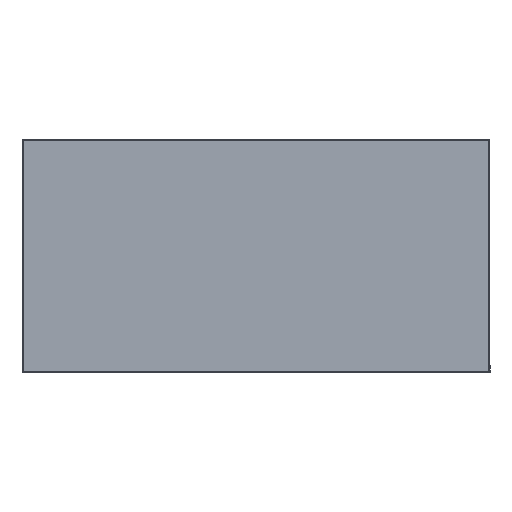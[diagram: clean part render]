
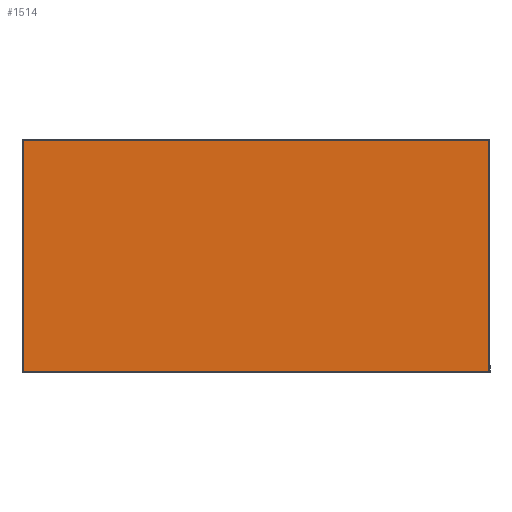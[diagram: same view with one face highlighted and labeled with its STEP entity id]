
A CAD part, top view. The second image highlights one B-rep face of the part: STEP entity #1514.
In plain terms, the highlighted planar face has unit normal (0, 0, 1).
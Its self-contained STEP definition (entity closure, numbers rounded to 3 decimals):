
#165 = EDGE_CURVE ( 'NONE', #781, #757, #531, .T. ) ;
#173 = VECTOR ( 'NONE', #2123, 1000. ) ;
#200 = VERTEX_POINT ( 'NONE', #1225 ) ;
#531 = LINE ( 'NONE', #2801, #3043 ) ;
#540 = CARTESIAN_POINT ( 'NONE',  ( -450.5, 223.939, 0. ) ) ;
#547 = CARTESIAN_POINT ( 'NONE',  ( 0., 0., 0. ) ) ;
#596 = FACE_OUTER_BOUND ( 'NONE', #2971, .T. ) ;
#757 = VERTEX_POINT ( 'NONE', #2568 ) ;
#769 = DIRECTION ( 'NONE',  ( 0., 0., 1. ) ) ;
#781 = VERTEX_POINT ( 'NONE', #3121 ) ;
#859 = DIRECTION ( 'NONE',  ( 1., 0., 0. ) ) ;
#981 = DIRECTION ( 'NONE',  ( 0., -1., 0. ) ) ;
#1059 = VERTEX_POINT ( 'NONE', #540 ) ;
#1099 = CARTESIAN_POINT ( 'NONE',  ( -454.405, -223.939, 0. ) ) ;
#1225 = CARTESIAN_POINT ( 'NONE',  ( -450.5, -223.939, 0. ) ) ;
#1292 = LINE ( 'NONE', #1099, #2217 ) ;
#1329 = LINE ( 'NONE', #2758, #3197 ) ;
#1388 = ORIENTED_EDGE ( 'NONE', *, *, #2218, .F. ) ;
#1508 = ORIENTED_EDGE ( 'NONE', *, *, #2106, .T. ) ;
#1514 = ADVANCED_FACE ( 'NONE', ( #596 ), #2124, .T. ) ;
#1667 = LINE ( 'NONE', #2406, #173 ) ;
#1944 = AXIS2_PLACEMENT_3D ( 'NONE', #547, #769, #2395 ) ;
#2106 = EDGE_CURVE ( 'NONE', #200, #757, #1292, .T. ) ;
#2123 = DIRECTION ( 'NONE',  ( 0., 1., 0. ) ) ;
#2124 = PLANE ( 'NONE',  #1944 ) ;
#2217 = VECTOR ( 'NONE', #3228, 1000. ) ;
#2218 = EDGE_CURVE ( 'NONE', #1059, #781, #1329, .T. ) ;
#2310 = ORIENTED_EDGE ( 'NONE', *, *, #2638, .F. ) ;
#2395 = DIRECTION ( 'NONE',  ( 1., 0., 0. ) ) ;
#2406 = CARTESIAN_POINT ( 'NONE',  ( -450.5, -225., 0. ) ) ;
#2568 = CARTESIAN_POINT ( 'NONE',  ( 450.5, -223.939, 0. ) ) ;
#2638 = EDGE_CURVE ( 'NONE', #200, #1059, #1667, .T. ) ;
#2758 = CARTESIAN_POINT ( 'NONE',  ( -454.405, 223.939, 0. ) ) ;
#2801 = CARTESIAN_POINT ( 'NONE',  ( 450.5, 225., 0. ) ) ;
#2971 = EDGE_LOOP ( 'NONE', ( #1508, #3444, #1388, #2310 ) ) ;
#3043 = VECTOR ( 'NONE', #981, 1000. ) ;
#3121 = CARTESIAN_POINT ( 'NONE',  ( 450.5, 223.939, 0. ) ) ;
#3197 = VECTOR ( 'NONE', #859, 1000. ) ;
#3228 = DIRECTION ( 'NONE',  ( 1., 0., 0. ) ) ;
#3444 = ORIENTED_EDGE ( 'NONE', *, *, #165, .F. ) ;
